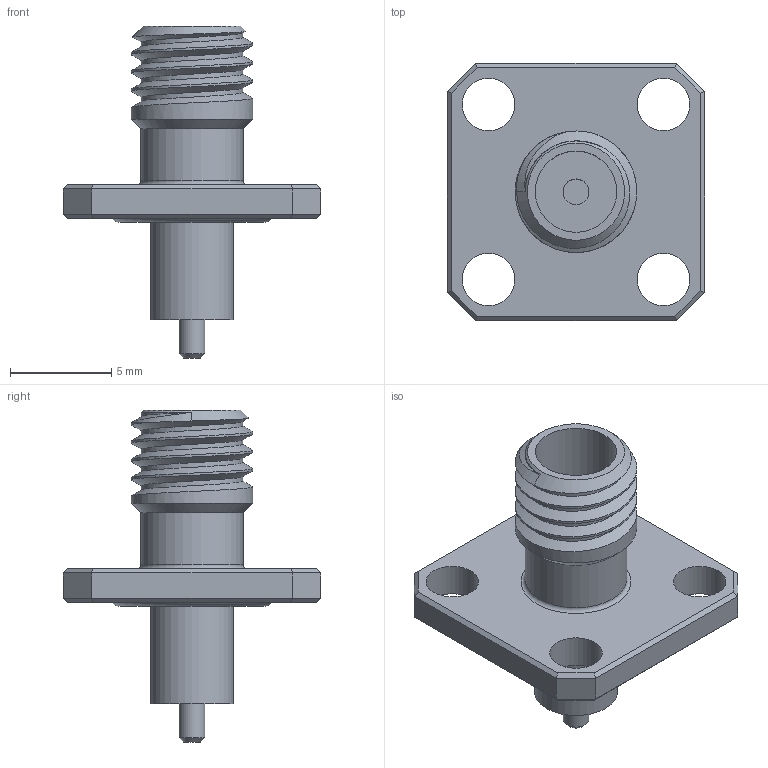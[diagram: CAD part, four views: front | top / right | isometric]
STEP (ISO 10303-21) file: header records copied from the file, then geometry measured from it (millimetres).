
FILE_DESCRIPTION(/* description */ ('STEP AP214'),/* implementation_level */ '2;1');
FILE_NAME(/* name */ 'SMA Female Flange Rigid Type.stp',/* time_stamp */ '2019-10-09T15:32:23+07:00',/* author */ ('lenovo'),/* organization */ (''),/* preprocessor_version */ 'ST-DEVELOPER v16.13',/* originating_system */ 'Autodesk Inventor 2018',/* authorisation */ '');
FILE_SCHEMA (('AUTOMOTIVE_DESIGN { 1 0 10303 214 3 1 1 }'));
Length unit declared in the file: millimetre
Products named in the file (1): SMA Female Flange Rigid Type
Bounding box: 12.7 x 12.7 x 16.4 mm (x, y, z)
Volume: 419.1 mm3; surface area: 814.2 mm2
Topology: 2 solids, 2 shells, 58 faces, 125 edges, 76 vertices
Faces by surface type: plane 34, cylinder 16, cone 4, torus 2, bspline 2
Full cylindrical faces by diameter (mm): 1.27 x2, 2.6 x4, 4.016 x1, 4.1 x1, 5.04 x1, 6 x4, 6.1 x1, 8.1 x1
Entity records: 2174 total; most frequent: CARTESIAN_POINT 1015, DIRECTION 226, ORIENTED_EDGE 192, EDGE_CURVE 96, EDGE_LOOP 85, AXIS2_PLACEMENT_3D 83, VERTEX_POINT 67, LINE 60
